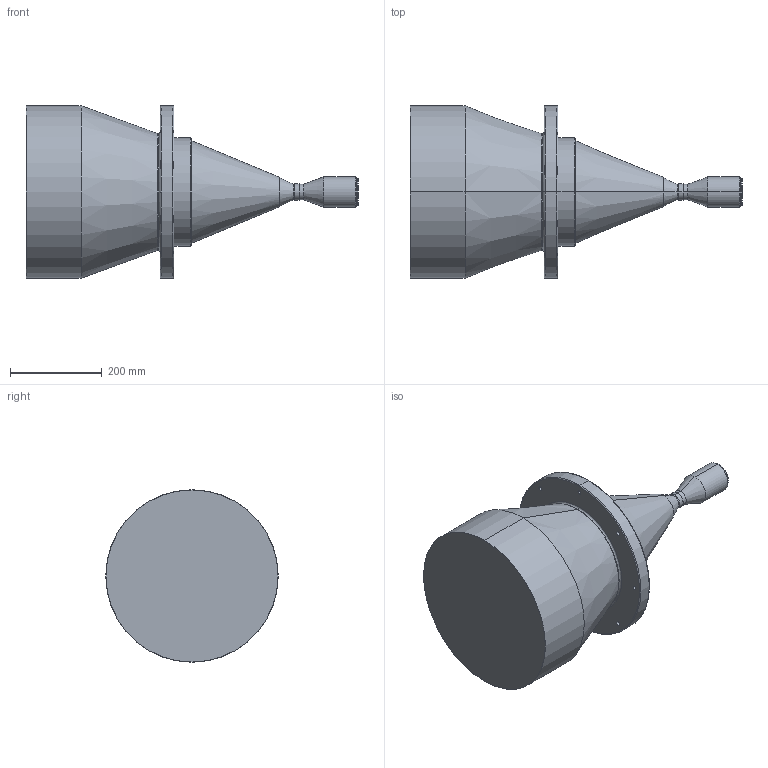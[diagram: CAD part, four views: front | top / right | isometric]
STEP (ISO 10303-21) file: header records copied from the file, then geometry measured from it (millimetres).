
FILE_DESCRIPTION (( 'STEP AP203' ), '1' );
FILE_NAME ('DTCM210-300-M58-AL.STEP', '2019-11-21T08:48:10', ( 'Windows 蚚誧' ), ( '' ), 'SwSTEP 2.0', 'SolidWorks 2017', '' );
FILE_SCHEMA (( 'CONFIG_CONTROL_DESIGN' ));
Length unit declared in the file: millimetre
Products named in the file (1): DTCM210-300-M58-AL
Bounding box: 724 x 376 x 376 mm (x, y, z)
Volume: 35642609.8 mm3; surface area: 758009.4 mm2
Topology: 1 solids, 1 shells, 68 faces, 150 edges, 92 vertices
Faces by surface type: cylinder 34, cone 14, torus 10, plane 10
Entity records: 2013 total; most frequent: DIRECTION 390, CARTESIAN_POINT 311, ORIENTED_EDGE 300, AXIS2_PLACEMENT_3D 171, EDGE_CURVE 150, CIRCLE 102, EDGE_LOOP 92, VERTEX_POINT 92
